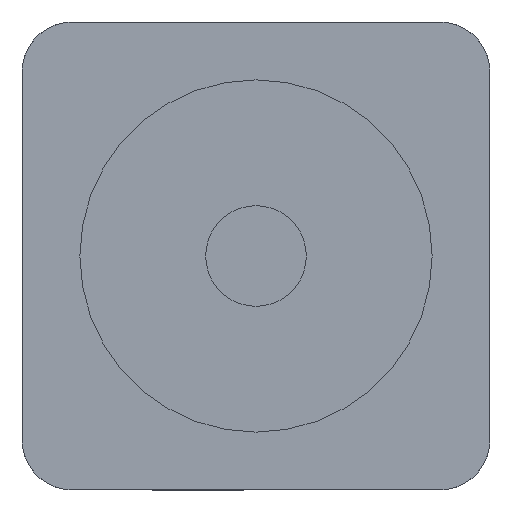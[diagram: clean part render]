
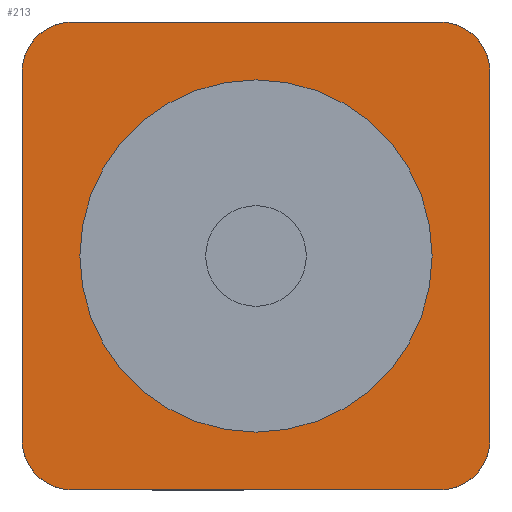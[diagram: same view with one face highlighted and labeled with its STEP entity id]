
A CAD part, front view. The second image highlights one B-rep face of the part: STEP entity #213.
In plain terms, the highlighted planar face has unit normal (0, -1, 0).
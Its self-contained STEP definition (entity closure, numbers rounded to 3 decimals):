
#20 = VERTEX_POINT ( 'NONE', #228 ) ;
#82 = EDGE_CURVE ( 'NONE', #290, #651, #1820, .T. ) ;
#97 = ORIENTED_EDGE ( 'NONE', *, *, #773, .F. ) ;
#99 = CARTESIAN_POINT ( 'NONE',  ( 0., 0., 0. ) ) ;
#151 = EDGE_CURVE ( 'NONE', #651, #290, #2259, .T. ) ;
#162 = DIRECTION ( 'NONE',  ( 0., 0., 1. ) ) ;
#213 = ADVANCED_FACE ( 'NONE', ( #1541, #1478 ), #2345, .F. ) ;
#228 = CARTESIAN_POINT ( 'NONE',  ( 46.5, 0., 36.5 ) ) ;
#267 = CARTESIAN_POINT ( 'NONE',  ( -36.5, 0., 46.5 ) ) ;
#290 = VERTEX_POINT ( 'NONE', #1866 ) ;
#292 = DIRECTION ( 'NONE',  ( 0., 0., -1. ) ) ;
#312 = CARTESIAN_POINT ( 'NONE',  ( -36.5, 0., -46.5 ) ) ;
#320 = AXIS2_PLACEMENT_3D ( 'NONE', #2152, #1062, #2339 ) ;
#344 = EDGE_LOOP ( 'NONE', ( #759, #2011, #1169, #361, #654, #407, #97, #674 ) ) ;
#361 = ORIENTED_EDGE ( 'NONE', *, *, #1352, .F. ) ;
#400 = CARTESIAN_POINT ( 'NONE',  ( 36.5, 0., -46.5 ) ) ;
#404 = DIRECTION ( 'NONE',  ( 0., -1., 0. ) ) ;
#407 = ORIENTED_EDGE ( 'NONE', *, *, #1625, .F. ) ;
#424 = ORIENTED_EDGE ( 'NONE', *, *, #151, .F. ) ;
#447 = AXIS2_PLACEMENT_3D ( 'NONE', #468, #2288, #292 ) ;
#448 = DIRECTION ( 'NONE',  ( 1., 0., 0. ) ) ;
#468 = CARTESIAN_POINT ( 'NONE',  ( 36.5, 0., -36.5 ) ) ;
#473 = DIRECTION ( 'NONE',  ( 0., 0., -1. ) ) ;
#511 = AXIS2_PLACEMENT_3D ( 'NONE', #627, #404, #1910 ) ;
#528 = CARTESIAN_POINT ( 'NONE',  ( 36.5, 0., 36.5 ) ) ;
#627 = CARTESIAN_POINT ( 'NONE',  ( 0., 0., 0. ) ) ;
#651 = VERTEX_POINT ( 'NONE', #1464 ) ;
#654 = ORIENTED_EDGE ( 'NONE', *, *, #1832, .F. ) ;
#667 = LINE ( 'NONE', #1614, #1617 ) ;
#674 = ORIENTED_EDGE ( 'NONE', *, *, #1978, .F. ) ;
#679 = CIRCLE ( 'NONE', #2252, 10. ) ;
#759 = ORIENTED_EDGE ( 'NONE', *, *, #2255, .F. ) ;
#773 = EDGE_CURVE ( 'NONE', #2103, #1214, #1313, .T. ) ;
#786 = DIRECTION ( 'NONE',  ( 0., 1., 0. ) ) ;
#790 = CARTESIAN_POINT ( 'NONE',  ( -36.5, 0., -46.5 ) ) ;
#842 = DIRECTION ( 'NONE',  ( 0., 1., 0. ) ) ;
#851 = CARTESIAN_POINT ( 'NONE',  ( -36.5, 0., 46.5 ) ) ;
#885 = DIRECTION ( 'NONE',  ( 0., 0., 1. ) ) ;
#972 = ORIENTED_EDGE ( 'NONE', *, *, #82, .F. ) ;
#976 = LINE ( 'NONE', #790, #2360 ) ;
#986 = DIRECTION ( 'NONE',  ( -1., 0., 0. ) ) ;
#991 = DIRECTION ( 'NONE',  ( 0., -1., 0. ) ) ;
#993 = CARTESIAN_POINT ( 'NONE',  ( -46.5, 0., 36.5 ) ) ;
#1062 = DIRECTION ( 'NONE',  ( 0., 1., 0. ) ) ;
#1100 = CARTESIAN_POINT ( 'NONE',  ( 46.5, 0., 36.5 ) ) ;
#1169 = ORIENTED_EDGE ( 'NONE', *, *, #2057, .F. ) ;
#1214 = VERTEX_POINT ( 'NONE', #400 ) ;
#1289 = DIRECTION ( 'NONE',  ( 0., 0., -1. ) ) ;
#1313 = CIRCLE ( 'NONE', #447, 10. ) ;
#1331 = CARTESIAN_POINT ( 'NONE',  ( 36.5, 0., 46.5 ) ) ;
#1339 = EDGE_LOOP ( 'NONE', ( #972, #424 ) ) ;
#1352 = EDGE_CURVE ( 'NONE', #1976, #2163, #667, .T. ) ;
#1369 = CIRCLE ( 'NONE', #320, 10. ) ;
#1464 = CARTESIAN_POINT ( 'NONE',  ( 0., 0., 35. ) ) ;
#1470 = VECTOR ( 'NONE', #448, 1000. ) ;
#1478 = FACE_OUTER_BOUND ( 'NONE', #344, .T. ) ;
#1532 = LINE ( 'NONE', #267, #1470 ) ;
#1541 = FACE_BOUND ( 'NONE', #1339, .T. ) ;
#1563 = VECTOR ( 'NONE', #1289, 1000. ) ;
#1614 = CARTESIAN_POINT ( 'NONE',  ( -46.5, 0., 36.5 ) ) ;
#1617 = VECTOR ( 'NONE', #162, 1000. ) ;
#1625 = EDGE_CURVE ( 'NONE', #1214, #1762, #976, .T. ) ;
#1703 = CARTESIAN_POINT ( 'NONE',  ( 46.5, 0., -36.5 ) ) ;
#1762 = VERTEX_POINT ( 'NONE', #312 ) ;
#1820 = CIRCLE ( 'NONE', #2272, 35. ) ;
#1832 = EDGE_CURVE ( 'NONE', #1762, #1976, #1369, .T. ) ;
#1861 = AXIS2_PLACEMENT_3D ( 'NONE', #528, #2162, #885 ) ;
#1866 = CARTESIAN_POINT ( 'NONE',  ( 0., 0., -35. ) ) ;
#1879 = CARTESIAN_POINT ( 'NONE',  ( -36.5, 0., 36.5 ) ) ;
#1910 = DIRECTION ( 'NONE',  ( 0., 0., -1. ) ) ;
#1940 = CARTESIAN_POINT ( 'NONE',  ( 36.5, 0., 36.5 ) ) ;
#1975 = AXIS2_PLACEMENT_3D ( 'NONE', #1940, #842, #2124 ) ;
#1976 = VERTEX_POINT ( 'NONE', #2012 ) ;
#1978 = EDGE_CURVE ( 'NONE', #20, #2103, #2056, .T. ) ;
#2011 = ORIENTED_EDGE ( 'NONE', *, *, #2149, .F. ) ;
#2012 = CARTESIAN_POINT ( 'NONE',  ( -46.5, 0., -36.5 ) ) ;
#2050 = VERTEX_POINT ( 'NONE', #1331 ) ;
#2056 = LINE ( 'NONE', #1100, #1563 ) ;
#2057 = EDGE_CURVE ( 'NONE', #2163, #2301, #679, .T. ) ;
#2070 = DIRECTION ( 'NONE',  ( 0., 0., -1. ) ) ;
#2103 = VERTEX_POINT ( 'NONE', #1703 ) ;
#2124 = DIRECTION ( 'NONE',  ( 0., 0., 1. ) ) ;
#2149 = EDGE_CURVE ( 'NONE', #2301, #2050, #1532, .T. ) ;
#2152 = CARTESIAN_POINT ( 'NONE',  ( -36.5, 0., -36.5 ) ) ;
#2162 = DIRECTION ( 'NONE',  ( 0., 1., 0. ) ) ;
#2163 = VERTEX_POINT ( 'NONE', #993 ) ;
#2252 = AXIS2_PLACEMENT_3D ( 'NONE', #1879, #786, #2070 ) ;
#2255 = EDGE_CURVE ( 'NONE', #2050, #20, #2281, .T. ) ;
#2259 = CIRCLE ( 'NONE', #511, 35. ) ;
#2272 = AXIS2_PLACEMENT_3D ( 'NONE', #99, #991, #473 ) ;
#2281 = CIRCLE ( 'NONE', #1975, 10. ) ;
#2288 = DIRECTION ( 'NONE',  ( 0., 1., 0. ) ) ;
#2301 = VERTEX_POINT ( 'NONE', #851 ) ;
#2339 = DIRECTION ( 'NONE',  ( 0., 0., -1. ) ) ;
#2345 = PLANE ( 'NONE',  #1861 ) ;
#2360 = VECTOR ( 'NONE', #986, 1000. ) ;
